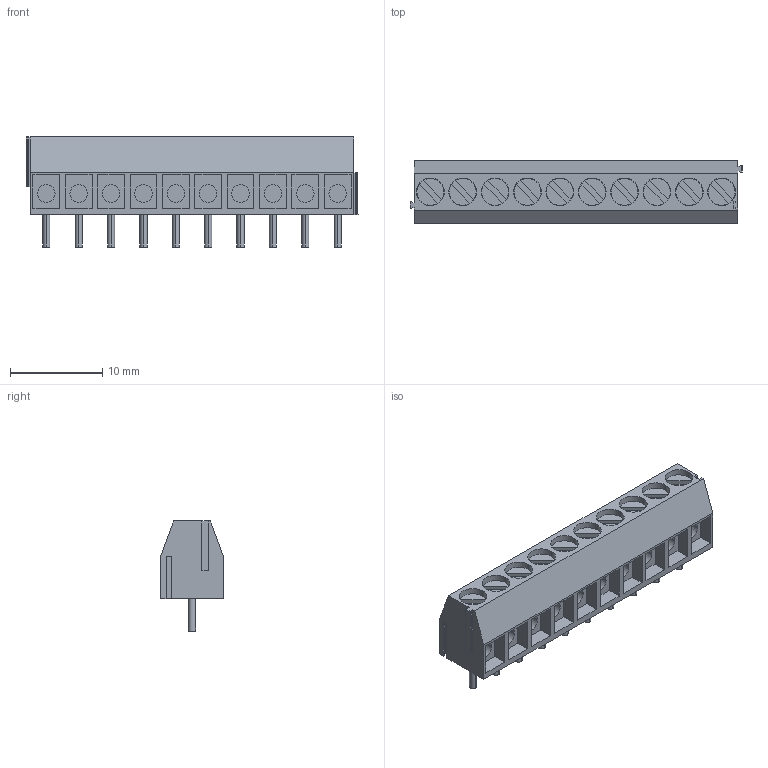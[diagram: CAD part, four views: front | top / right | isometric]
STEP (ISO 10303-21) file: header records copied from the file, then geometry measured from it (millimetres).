
FILE_DESCRIPTION(('CATIA V5 STEP Exchange','CAx-IF Rec.Pracs.--- Model Styling and Organization---1.4--- 2014-01-23'),'2;1');
FILE_NAME ('D1458986_1', '2021-07-22T11:20:33+00:00', ('none'), ('Weidmueller'), 'CATIA Version 5-6 Release 2016 SP3 HF44', 'CATIA V5 STEP AP214', 'none');
FILE_SCHEMA(('AUTOMOTIVE_DESIGN { 1 0 10303 214 1 1 1 1 }'));
Length unit declared in the file: millimetre
Products named in the file (1): 1912400000
Bounding box: 35.9 x 6.8 x 11.9 mm (x, y, z)
Volume: 1583 mm3; surface area: 2330.7 mm2
Topology: 31 solids, 31 shells, 352 faces, 810 edges, 540 vertices
Faces by surface type: plane 272, cylinder 80
Entity records: 10063 total; most frequent: CARTESIAN_POINT 1688, ORIENTED_EDGE 1620, DIRECTION 1484, EDGE_CURVE 810, VECTOR 610, LINE 610, VERTEX_POINT 540, AXIS2_PLACEMENT_3D 538
